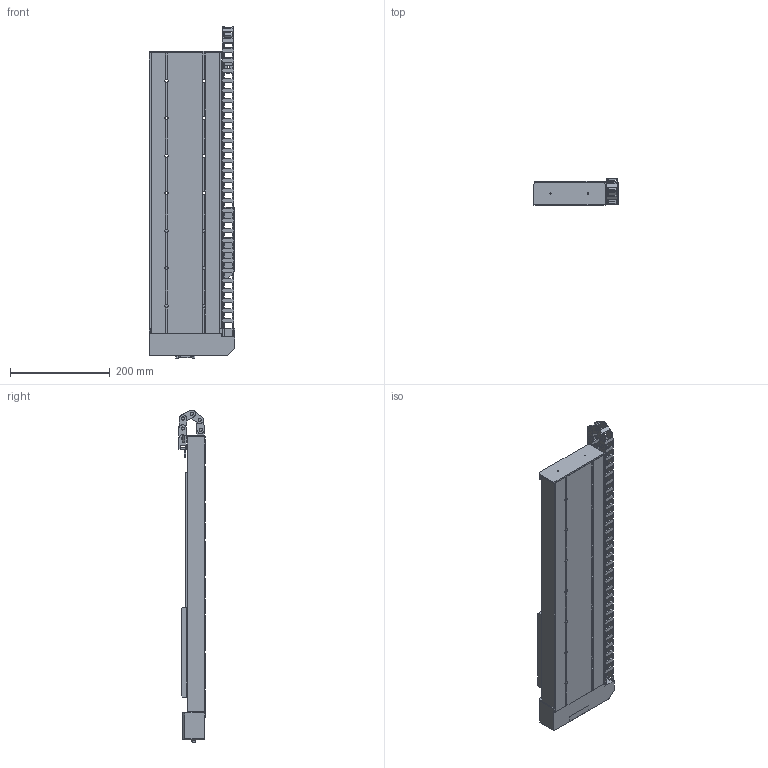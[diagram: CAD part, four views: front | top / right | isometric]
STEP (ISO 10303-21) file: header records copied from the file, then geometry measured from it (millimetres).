
FILE_DESCRIPTION (( 'STEP AP203' ), '1' );
FILE_NAME ('LDQ0300C-AE53T10A.step', '2023-10-06T19:20:29', ( '' ), ( '' ), 'SwSTEP 2.0', 'SolidWorks 2019', '' );
FILE_SCHEMA (( 'CONFIG_CONTROL_DESIGN' ));
Length unit declared in the file: millimetre
Products named in the file (7): LDQ_cable_end^LDQ_cable_LDQ_bore; LDQ_cable_link^LDQ_cable_LDQ; LDQ_cable^LDQ_LDQ0300; LDQ0300C-AE53T10A; LDQ_base^LDQ_LDQ0300-T10A; LDQ_cable_end^LDQ_cable_LDQ_pin; LDQ_carriage^LDQ
Assembly tree (38 placements, depth 3):
  LDQ0300C-AE53T10A
    LDQ_base^LDQ_LDQ0300-T10A
    LDQ_carriage^LDQ
    LDQ_cable^LDQ_LDQ0300
      LDQ_cable_end^LDQ_cable_LDQ_bore
      LDQ_cable_end^LDQ_cable_LDQ_pin
      LDQ_cable_link^LDQ_cable_LDQ  x33
Bounding box: 171 x 52.3 x 664.18 mm (x, y, z)
Volume: 2524239.7 mm3; surface area: 731749.7 mm2
Topology: 93 solids, 93 shells, 2935 faces, 7607 edges, 5020 vertices
Faces by surface type: plane 1753, cylinder 1174, cone 8
Entity records: 44134 total; most frequent: CARTESIAN_POINT 7520, DIRECTION 7325, ORIENTED_EDGE 7006, EDGE_CURVE 3503, LINE 2571, VECTOR 2571, AXIS2_PLACEMENT_3D 2377, VERTEX_POINT 2332
